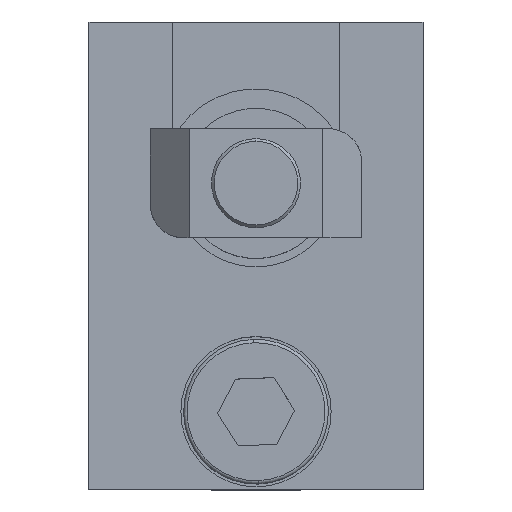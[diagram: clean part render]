
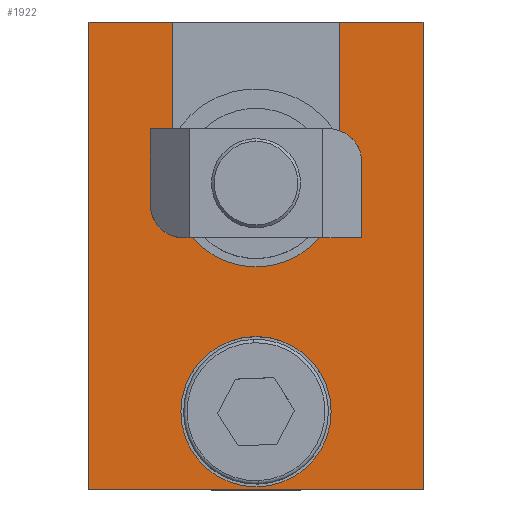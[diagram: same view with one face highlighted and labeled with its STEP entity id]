
A CAD part, top view. The second image highlights one B-rep face of the part: STEP entity #1922.
In plain terms, the highlighted planar face has unit normal (0, 0, 1).
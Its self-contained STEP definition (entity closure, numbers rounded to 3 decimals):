
#67 = VERTEX_POINT ( 'NONE', #3981 ) ;
#392 = ORIENTED_EDGE ( 'NONE', *, *, #3425, .T. ) ;
#468 = EDGE_CURVE ( 'NONE', #6884, #1230, #2916, .T. ) ;
#476 = VERTEX_POINT ( 'NONE', #7620 ) ;
#500 = EDGE_LOOP ( 'NONE', ( #2824, #3906 ) ) ;
#578 = CARTESIAN_POINT ( 'NONE',  ( -7.5, 20., 17. ) ) ;
#598 = LINE ( 'NONE', #5170, #6518 ) ;
#699 = CARTESIAN_POINT ( 'NONE',  ( -15., 42., 17. ) ) ;
#800 = CARTESIAN_POINT ( 'NONE',  ( 0., 27.5, 17. ) ) ;
#1057 = LINE ( 'NONE', #2519, #3542 ) ;
#1127 = CIRCLE ( 'NONE', #4069, 7.5 ) ;
#1230 = VERTEX_POINT ( 'NONE', #3813 ) ;
#1422 = PLANE ( 'NONE',  #5662 ) ;
#1499 = VERTEX_POINT ( 'NONE', #2770 ) ;
#1745 = ORIENTED_EDGE ( 'NONE', *, *, #7381, .T. ) ;
#1778 = EDGE_LOOP ( 'NONE', ( #1745, #4637, #8146, #6334, #7156, #5687, #4269, #3280, #392 ) ) ;
#1822 = EDGE_CURVE ( 'NONE', #1499, #2011, #3583, .T. ) ;
#1887 = EDGE_CURVE ( 'NONE', #5779, #3182, #2982, .T. ) ;
#1907 = VECTOR ( 'NONE', #1919, 1000. ) ;
#1919 = DIRECTION ( 'NONE',  ( -1., 0., 0. ) ) ;
#1922 = ADVANCED_FACE ( 'NONE', ( #7998, #4481 ), #1422, .F. ) ;
#1962 = DIRECTION ( 'NONE',  ( 0., 0., -1. ) ) ;
#1987 = DIRECTION ( 'NONE',  ( 1., 0., 0. ) ) ;
#2011 = VERTEX_POINT ( 'NONE', #5218 ) ;
#2073 = EDGE_CURVE ( 'NONE', #2267, #3990, #7391, .T. ) ;
#2267 = VERTEX_POINT ( 'NONE', #4145 ) ;
#2331 = EDGE_CURVE ( 'NONE', #2267, #67, #4178, .T. ) ;
#2383 = AXIS2_PLACEMENT_3D ( 'NONE', #5794, #2700, #1987 ) ;
#2386 = CARTESIAN_POINT ( 'NONE',  ( 0., 27.5, 17. ) ) ;
#2519 = CARTESIAN_POINT ( 'NONE',  ( -15., 42., 17. ) ) ;
#2561 = DIRECTION ( 'NONE',  ( 0., 1., 0. ) ) ;
#2569 = DIRECTION ( 'NONE',  ( -1., 0., 0. ) ) ;
#2586 = DIRECTION ( 'NONE',  ( -1., 0., 0. ) ) ;
#2700 = DIRECTION ( 'NONE',  ( 0., 0., 1. ) ) ;
#2770 = CARTESIAN_POINT ( 'NONE',  ( -6.75, 7., 17. ) ) ;
#2818 = LINE ( 'NONE', #8077, #7818 ) ;
#2824 = ORIENTED_EDGE ( 'NONE', *, *, #6295, .F. ) ;
#2916 = LINE ( 'NONE', #7704, #7314 ) ;
#2982 = LINE ( 'NONE', #578, #7787 ) ;
#3088 = DIRECTION ( 'NONE',  ( 1., 0., 0. ) ) ;
#3164 = DIRECTION ( 'NONE',  ( 0., 1., 0. ) ) ;
#3182 = VERTEX_POINT ( 'NONE', #4294 ) ;
#3280 = ORIENTED_EDGE ( 'NONE', *, *, #468, .T. ) ;
#3293 = DIRECTION ( 'NONE',  ( 0., 0., -1. ) ) ;
#3404 = CARTESIAN_POINT ( 'NONE',  ( 7.5, 20., 17. ) ) ;
#3425 = EDGE_CURVE ( 'NONE', #1230, #4103, #598, .T. ) ;
#3457 = AXIS2_PLACEMENT_3D ( 'NONE', #6343, #4449, #3088 ) ;
#3542 = VECTOR ( 'NONE', #2569, 1000. ) ;
#3583 = CIRCLE ( 'NONE', #3457, 6.75 ) ;
#3813 = CARTESIAN_POINT ( 'NONE',  ( 15., 0., 17. ) ) ;
#3906 = ORIENTED_EDGE ( 'NONE', *, *, #1822, .F. ) ;
#3981 = CARTESIAN_POINT ( 'NONE',  ( 0., 20., 17. ) ) ;
#3990 = VERTEX_POINT ( 'NONE', #5695 ) ;
#4069 = AXIS2_PLACEMENT_3D ( 'NONE', #800, #1962, #4483 ) ;
#4103 = VERTEX_POINT ( 'NONE', #7774 ) ;
#4145 = CARTESIAN_POINT ( 'NONE',  ( 7.5, 27.5, 17. ) ) ;
#4178 = CIRCLE ( 'NONE', #4530, 7.5 ) ;
#4269 = ORIENTED_EDGE ( 'NONE', *, *, #4478, .T. ) ;
#4294 = CARTESIAN_POINT ( 'NONE',  ( -7.5, 42., 17. ) ) ;
#4449 = DIRECTION ( 'NONE',  ( 0., 0., 1. ) ) ;
#4478 = EDGE_CURVE ( 'NONE', #476, #6884, #2818, .T. ) ;
#4481 = FACE_BOUND ( 'NONE', #500, .T. ) ;
#4483 = DIRECTION ( 'NONE',  ( -1., 0., 0. ) ) ;
#4499 = EDGE_CURVE ( 'NONE', #67, #5779, #1127, .T. ) ;
#4530 = AXIS2_PLACEMENT_3D ( 'NONE', #2386, #7476, #6796 ) ;
#4549 = DIRECTION ( 'NONE',  ( 0., -1., 0. ) ) ;
#4637 = ORIENTED_EDGE ( 'NONE', *, *, #2073, .F. ) ;
#4892 = EDGE_CURVE ( 'NONE', #3182, #476, #1057, .T. ) ;
#5170 = CARTESIAN_POINT ( 'NONE',  ( 15., 0., 17. ) ) ;
#5218 = CARTESIAN_POINT ( 'NONE',  ( 6.75, 7., 17. ) ) ;
#5662 = AXIS2_PLACEMENT_3D ( 'NONE', #7627, #3293, #2586 ) ;
#5687 = ORIENTED_EDGE ( 'NONE', *, *, #4892, .T. ) ;
#5695 = CARTESIAN_POINT ( 'NONE',  ( 7.5, 42., 17. ) ) ;
#5779 = VERTEX_POINT ( 'NONE', #7685 ) ;
#5794 = CARTESIAN_POINT ( 'NONE',  ( 0., 7., 17. ) ) ;
#5864 = DIRECTION ( 'NONE',  ( 1., 0., 0. ) ) ;
#5901 = CARTESIAN_POINT ( 'NONE',  ( -15., 0., 17. ) ) ;
#6153 = VECTOR ( 'NONE', #7198, 1000. ) ;
#6295 = EDGE_CURVE ( 'NONE', #2011, #1499, #8079, .T. ) ;
#6334 = ORIENTED_EDGE ( 'NONE', *, *, #4499, .T. ) ;
#6343 = CARTESIAN_POINT ( 'NONE',  ( 0., 7., 17. ) ) ;
#6518 = VECTOR ( 'NONE', #2561, 1000. ) ;
#6796 = DIRECTION ( 'NONE',  ( -1., 0., 0. ) ) ;
#6857 = LINE ( 'NONE', #699, #1907 ) ;
#6884 = VERTEX_POINT ( 'NONE', #5901 ) ;
#7156 = ORIENTED_EDGE ( 'NONE', *, *, #1887, .T. ) ;
#7198 = DIRECTION ( 'NONE',  ( 0., 1., 0. ) ) ;
#7314 = VECTOR ( 'NONE', #5864, 1000. ) ;
#7381 = EDGE_CURVE ( 'NONE', #4103, #3990, #6857, .T. ) ;
#7391 = LINE ( 'NONE', #3404, #6153 ) ;
#7476 = DIRECTION ( 'NONE',  ( 0., 0., -1. ) ) ;
#7620 = CARTESIAN_POINT ( 'NONE',  ( -15., 42., 17. ) ) ;
#7627 = CARTESIAN_POINT ( 'NONE',  ( -15., 42., 17. ) ) ;
#7685 = CARTESIAN_POINT ( 'NONE',  ( -7.5, 27.5, 17. ) ) ;
#7704 = CARTESIAN_POINT ( 'NONE',  ( -15., 0., 17. ) ) ;
#7774 = CARTESIAN_POINT ( 'NONE',  ( 15., 42., 17. ) ) ;
#7787 = VECTOR ( 'NONE', #3164, 1000. ) ;
#7818 = VECTOR ( 'NONE', #4549, 1000. ) ;
#7998 = FACE_OUTER_BOUND ( 'NONE', #1778, .T. ) ;
#8077 = CARTESIAN_POINT ( 'NONE',  ( -15., 0., 17. ) ) ;
#8079 = CIRCLE ( 'NONE', #2383, 6.75 ) ;
#8146 = ORIENTED_EDGE ( 'NONE', *, *, #2331, .T. ) ;
